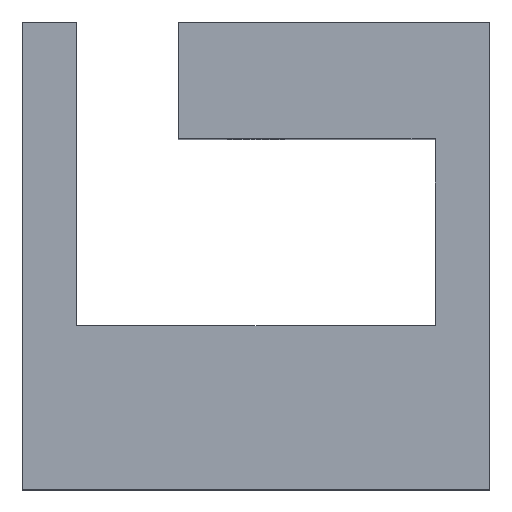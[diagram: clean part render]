
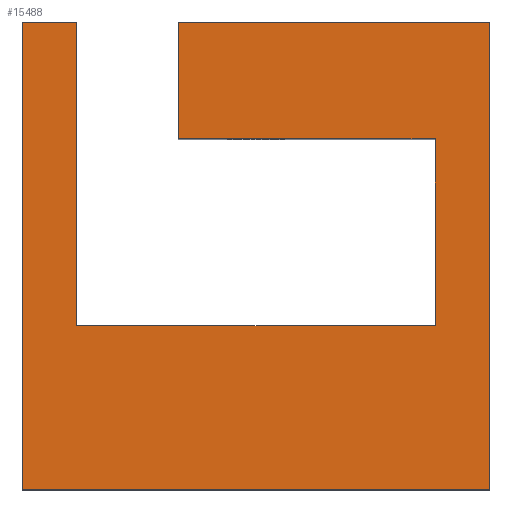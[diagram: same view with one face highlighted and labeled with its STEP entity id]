
A CAD part, top view. The second image highlights one B-rep face of the part: STEP entity #15488.
In plain terms, the highlighted planar face has unit normal (0, 0, 1).
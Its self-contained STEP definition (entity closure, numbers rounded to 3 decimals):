
#237 = VERTEX_POINT ( 'NONE', #14089 ) ;
#368 = LINE ( 'NONE', #4995, #4815 ) ;
#430 = ORIENTED_EDGE ( 'NONE', *, *, #20382, .F. ) ;
#620 = VECTOR ( 'NONE', #13730, 1000. ) ;
#661 = LINE ( 'NONE', #20995, #5772 ) ;
#819 = CARTESIAN_POINT ( 'NONE',  ( -15., -15., 30. ) ) ;
#1374 = CARTESIAN_POINT ( 'NONE',  ( -11.5, -4.5, 30. ) ) ;
#1817 = LINE ( 'NONE', #19398, #12992 ) ;
#2481 = CARTESIAN_POINT ( 'NONE',  ( -11.5, -4.5, 30. ) ) ;
#2645 = DIRECTION ( 'NONE',  ( 1., 0., 0. ) ) ;
#2936 = CARTESIAN_POINT ( 'NONE',  ( 11.5, 7.5, 30. ) ) ;
#3977 = VERTEX_POINT ( 'NONE', #8356 ) ;
#4061 = VERTEX_POINT ( 'NONE', #18843 ) ;
#4632 = EDGE_CURVE ( 'NONE', #6281, #24143, #368, .T. ) ;
#4815 = VECTOR ( 'NONE', #25688, 1000. ) ;
#4995 = CARTESIAN_POINT ( 'NONE',  ( -11.5, 15., 30. ) ) ;
#5025 = EDGE_CURVE ( 'NONE', #6281, #21057, #661, .T. ) ;
#5162 = VERTEX_POINT ( 'NONE', #17126 ) ;
#5258 = VECTOR ( 'NONE', #22749, 1000. ) ;
#5344 = ORIENTED_EDGE ( 'NONE', *, *, #23170, .F. ) ;
#5772 = VECTOR ( 'NONE', #22682, 1000. ) ;
#5898 = DIRECTION ( 'NONE',  ( 0., 1., 0. ) ) ;
#6281 = VERTEX_POINT ( 'NONE', #10708 ) ;
#6858 = LINE ( 'NONE', #8312, #26411 ) ;
#8312 = CARTESIAN_POINT ( 'NONE',  ( -5., 7.5, 30. ) ) ;
#8356 = CARTESIAN_POINT ( 'NONE',  ( 11.5, -4.5, 30. ) ) ;
#8360 = DIRECTION ( 'NONE',  ( 1., 0., 0. ) ) ;
#8562 = DIRECTION ( 'NONE',  ( -1., 0., 0. ) ) ;
#9105 = LINE ( 'NONE', #10665, #5258 ) ;
#9160 = VERTEX_POINT ( 'NONE', #15739 ) ;
#9387 = EDGE_CURVE ( 'NONE', #9160, #237, #1817, .T. ) ;
#9612 = AXIS2_PLACEMENT_3D ( 'NONE', #26458, #10328, #8360 ) ;
#9970 = LINE ( 'NONE', #2936, #11893 ) ;
#10328 = DIRECTION ( 'NONE',  ( 0., 0., 1. ) ) ;
#10665 = CARTESIAN_POINT ( 'NONE',  ( -15., 15., 30. ) ) ;
#10708 = CARTESIAN_POINT ( 'NONE',  ( -11.5, 15., 30. ) ) ;
#10892 = ORIENTED_EDGE ( 'NONE', *, *, #22720, .T. ) ;
#11505 = ORIENTED_EDGE ( 'NONE', *, *, #19790, .T. ) ;
#11893 = VECTOR ( 'NONE', #8562, 1000. ) ;
#12528 = LINE ( 'NONE', #15736, #17045 ) ;
#12992 = VECTOR ( 'NONE', #25232, 1000. ) ;
#13730 = DIRECTION ( 'NONE',  ( 1., 0., 0. ) ) ;
#14089 = CARTESIAN_POINT ( 'NONE',  ( -5., 15., 30. ) ) ;
#14259 = EDGE_LOOP ( 'NONE', ( #19487, #430, #5344, #20166, #17415, #15567, #14946, #10892, #11505, #14875 ) ) ;
#14442 = FACE_OUTER_BOUND ( 'NONE', #14259, .T. ) ;
#14875 = ORIENTED_EDGE ( 'NONE', *, *, #9387, .T. ) ;
#14946 = ORIENTED_EDGE ( 'NONE', *, *, #17619, .T. ) ;
#15348 = VECTOR ( 'NONE', #2645, 1000. ) ;
#15488 = ADVANCED_FACE ( 'NONE', ( #14442 ), #18402, .T. ) ;
#15567 = ORIENTED_EDGE ( 'NONE', *, *, #5025, .T. ) ;
#15653 = DIRECTION ( 'NONE',  ( 0., 1., 0. ) ) ;
#15736 = CARTESIAN_POINT ( 'NONE',  ( 15., 15., 30. ) ) ;
#15739 = CARTESIAN_POINT ( 'NONE',  ( 15., 15., 30. ) ) ;
#17045 = VECTOR ( 'NONE', #15653, 1000. ) ;
#17126 = CARTESIAN_POINT ( 'NONE',  ( 11.5, 7.5, 30. ) ) ;
#17415 = ORIENTED_EDGE ( 'NONE', *, *, #4632, .F. ) ;
#17434 = VERTEX_POINT ( 'NONE', #21541 ) ;
#17619 = EDGE_CURVE ( 'NONE', #21057, #21282, #9105, .T. ) ;
#17934 = EDGE_CURVE ( 'NONE', #4061, #237, #6858, .T. ) ;
#18013 = DIRECTION ( 'NONE',  ( 0., 1., 0. ) ) ;
#18220 = CARTESIAN_POINT ( 'NONE',  ( -15., -15., 30. ) ) ;
#18233 = LINE ( 'NONE', #22226, #19186 ) ;
#18402 = PLANE ( 'NONE',  #9612 ) ;
#18843 = CARTESIAN_POINT ( 'NONE',  ( -5., 7.5, 30. ) ) ;
#19186 = VECTOR ( 'NONE', #18013, 1000. ) ;
#19398 = CARTESIAN_POINT ( 'NONE',  ( -15., 15., 30. ) ) ;
#19487 = ORIENTED_EDGE ( 'NONE', *, *, #17934, .F. ) ;
#19790 = EDGE_CURVE ( 'NONE', #17434, #9160, #12528, .T. ) ;
#19826 = LINE ( 'NONE', #18220, #620 ) ;
#20166 = ORIENTED_EDGE ( 'NONE', *, *, #22933, .F. ) ;
#20382 = EDGE_CURVE ( 'NONE', #5162, #4061, #9970, .T. ) ;
#20995 = CARTESIAN_POINT ( 'NONE',  ( -15., 15., 30. ) ) ;
#21057 = VERTEX_POINT ( 'NONE', #22035 ) ;
#21282 = VERTEX_POINT ( 'NONE', #819 ) ;
#21541 = CARTESIAN_POINT ( 'NONE',  ( 15., -15., 30. ) ) ;
#22035 = CARTESIAN_POINT ( 'NONE',  ( -15., 15., 30. ) ) ;
#22226 = CARTESIAN_POINT ( 'NONE',  ( 11.5, -4.5, 30. ) ) ;
#22682 = DIRECTION ( 'NONE',  ( -1., 0., 0. ) ) ;
#22720 = EDGE_CURVE ( 'NONE', #21282, #17434, #19826, .T. ) ;
#22749 = DIRECTION ( 'NONE',  ( 0., -1., 0. ) ) ;
#22933 = EDGE_CURVE ( 'NONE', #24143, #3977, #25916, .T. ) ;
#23170 = EDGE_CURVE ( 'NONE', #3977, #5162, #18233, .T. ) ;
#24143 = VERTEX_POINT ( 'NONE', #1374 ) ;
#25232 = DIRECTION ( 'NONE',  ( -1., 0., 0. ) ) ;
#25688 = DIRECTION ( 'NONE',  ( 0., -1., 0. ) ) ;
#25916 = LINE ( 'NONE', #2481, #15348 ) ;
#26411 = VECTOR ( 'NONE', #5898, 1000. ) ;
#26458 = CARTESIAN_POINT ( 'NONE',  ( 0., 0., 30. ) ) ;
